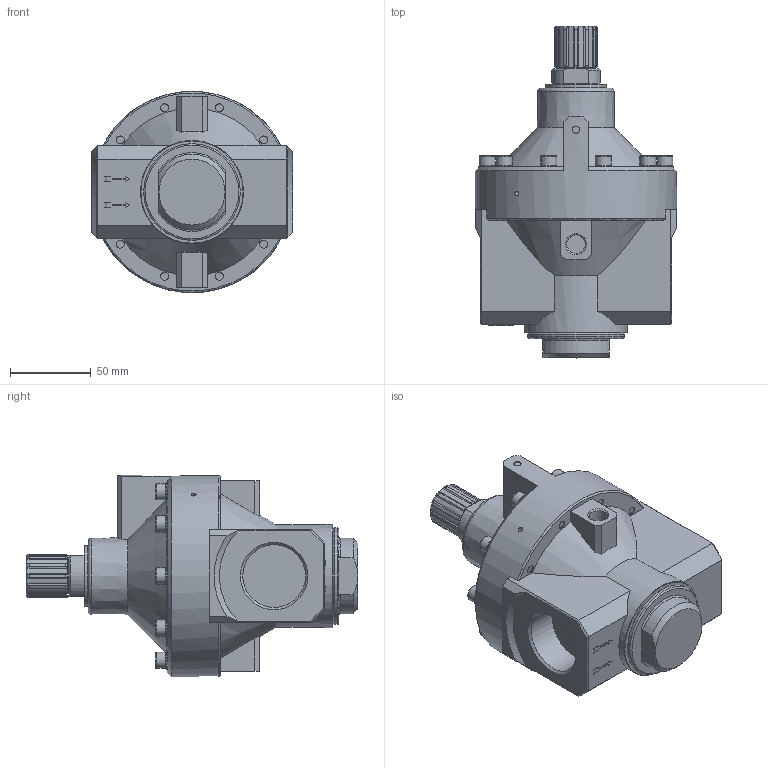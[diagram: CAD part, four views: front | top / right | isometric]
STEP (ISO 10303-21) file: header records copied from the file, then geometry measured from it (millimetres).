
FILE_DESCRIPTION( ( 'STEP AP214' ), ' ' );
FILE_NAME( '9.1576.00.200.0.stp', '2017-03-08T09:35:31', ( '' ), ( '' ), ' ', 'PARTsolutions', ' ' );
FILE_SCHEMA( ( 'AUTOMOTIVE_DESIGN { 1 0 10303 214 1 1 1 1 }' ) );
Length unit declared in the file: millimetre
Products named in the file (2): 9.1576.00.200.0; _DRP 70 A(00)-1
Assembly tree (1 placements, depth 2):
  9.1576.00.200.0
    _DRP 70 A(00)-1
Bounding box: 125 x 206 x 124.95 mm (x, y, z)
Volume: 1091490.5 mm3; surface area: 82403.1 mm2
Topology: 1 solids, 1 shells, 344 faces, 851 edges, 545 vertices
Faces by surface type: plane 202, cylinder 91, cone 27, torus 24
Full cylindrical faces by diameter (mm): 3 x2, 4.5 x1, 4.917 x8, 10 x10, 11 x10, 11.445 x1, 21 x1, 37.5 x1, 38.952 x2, 60 x1, 64 x1, 125 x1
Entity records: 13090 total; most frequent: CARTESIAN_POINT 2544, DIRECTION 1596, ORIENTED_EDGE 1514, EDGE_CURVE 757, AXIS2_PLACEMENT_3D 582, VERTEX_POINT 524, EDGE_LOOP 453, LINE 432
